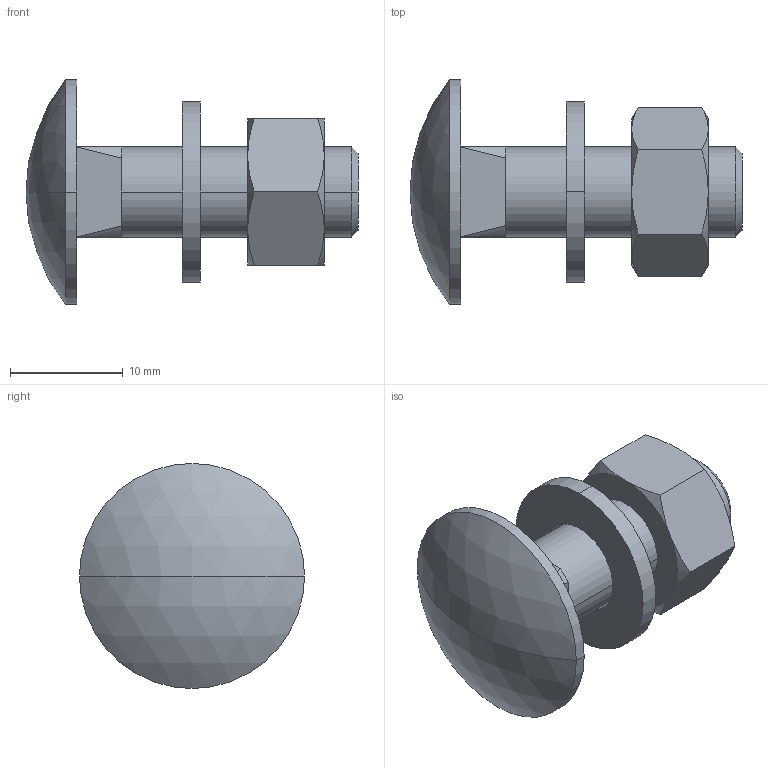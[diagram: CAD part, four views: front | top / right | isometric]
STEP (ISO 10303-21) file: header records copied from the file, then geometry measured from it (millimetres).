
FILE_DESCRIPTION (( 'STEP AP214' ), '1' );
FILE_NAME ('6406815 FRS 8x25 A2.STEP', '2024-05-06T07:09:01', ( '' ), ( '' ), 'SwSTEP 2.0', 'SolidWorks 2022', '' );
FILE_SCHEMA (( 'AUTOMOTIVE_DESIGN' ));
Length unit declared in the file: millimetre
Products named in the file (4): 011423_Hexagon Nut ISO 4032 - M8 - D - C; 008979_M8x16; BS001 8_Washer DIN 125 - A 8.4; 6406815 FRS 8x25 A2
Assembly tree (3 placements, depth 2):
  6406815 FRS 8x25 A2
    BS001 8_Washer DIN 125 - A 8.4
    008979_M8x16
    011423_Hexagon Nut ISO 4032 - M8 - D - C
Bounding box: 29.5 x 20 x 20 mm (x, y, z)
Volume: 3160.4 mm3; surface area: 2429.6 mm2
Topology: 3 solids, 3 shells, 56 faces, 116 edges, 67 vertices
Faces by surface type: cone 22, plane 20, cylinder 12, sphere 2
Entity records: 1762 total; most frequent: CARTESIAN_POINT 405, DIRECTION 256, ORIENTED_EDGE 232, EDGE_CURVE 116, AXIS2_PLACEMENT_3D 110, VERTEX_POINT 67, EDGE_LOOP 61, FACE_OUTER_BOUND 56
